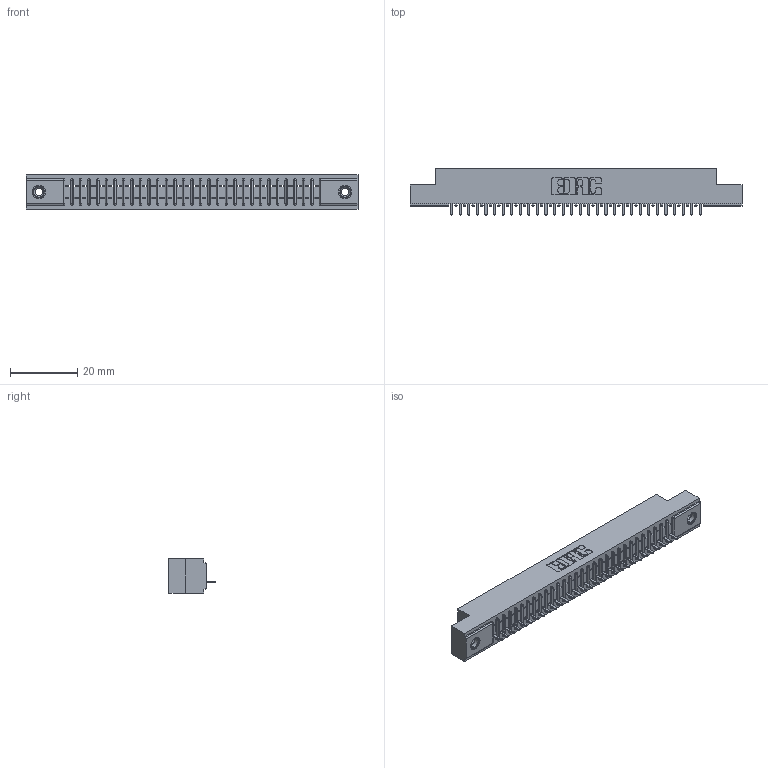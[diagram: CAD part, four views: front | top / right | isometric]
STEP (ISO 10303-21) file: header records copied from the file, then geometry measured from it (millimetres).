
FILE_DESCRIPTION (( 'STEP AP203' ), '1' );
FILE_NAME ('341-030-524-108.STEP', '2018-08-06T20:14:53', ( '' ), ( '' ), 'SwSTEP 2.0', 'SolidWorks 2016', '' );
FILE_SCHEMA (( 'CONFIG_CONTROL_DESIGN' ));
Length unit declared in the file: inch
Products named in the file (4): 341 Part_.156 (3.96) Dia Mounting Holes; 341-292-001_341-292-124; 345-250-001_345-250-003-102; 341-030-524-108
Assembly tree (33 placements, depth 2):
  341-030-524-108
    341 Part_.156 (3.96) Dia Mounting Holes
    341-292-001_341-292-124  x30
    345-250-001_345-250-003-102  x2
Bounding box: 98.42 x 13.64 x 10.16 mm (x, y, z)
Volume: 7033.6 mm3; surface area: 10573.6 mm2
Topology: 33 solids, 33 shells, 2636 faces, 7562 edges, 4850 vertices
Faces by surface type: plane 1630, cylinder 870, sphere 62, torus 62, cone 12
Entity records: 38130 total; most frequent: CARTESIAN_POINT 6451, ORIENTED_EDGE 6432, DIRECTION 6248, EDGE_CURVE 3216, VECTOR 2582, LINE 2582, VERTEX_POINT 2036, AXIS2_PLACEMENT_3D 1833
